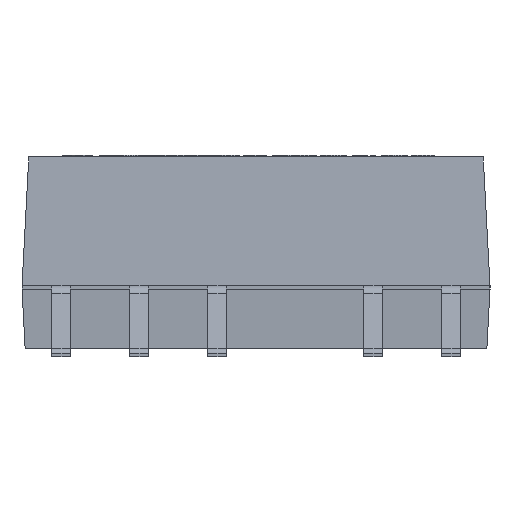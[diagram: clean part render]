
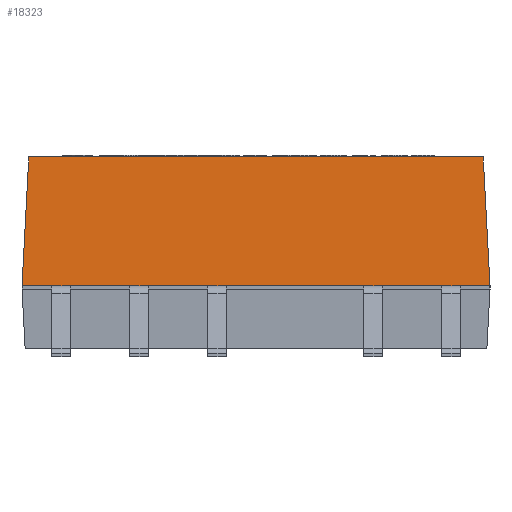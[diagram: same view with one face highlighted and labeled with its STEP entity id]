
A CAD part, front view. The second image highlights one B-rep face of the part: STEP entity #18323.
In plain terms, the highlighted planar face has unit normal (0, -0.999, 0.052).
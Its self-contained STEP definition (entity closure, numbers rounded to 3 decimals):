
#32 = VECTOR ( 'NONE', #11925, 1000. ) ;
#336 = VERTEX_POINT ( 'NONE', #13114 ) ;
#759 = DIRECTION ( 'NONE',  ( -1., 0., 0. ) ) ;
#760 = DIRECTION ( 'NONE',  ( -1., 0., 0. ) ) ;
#918 = ORIENTED_EDGE ( 'NONE', *, *, #18418, .F. ) ;
#1301 = EDGE_CURVE ( 'NONE', #21228, #6825, #7188, .T. ) ;
#1336 = DIRECTION ( 'NONE',  ( 1., 0., 0. ) ) ;
#1402 = LINE ( 'NONE', #6016, #1917 ) ;
#1595 = EDGE_CURVE ( 'NONE', #11192, #11382, #4774, .T. ) ;
#1653 = CARTESIAN_POINT ( 'NONE',  ( -1.57, -3.75, 2.3 ) ) ;
#1712 = ORIENTED_EDGE ( 'NONE', *, *, #1301, .F. ) ;
#1917 = VECTOR ( 'NONE', #6099, 1000. ) ;
#1970 = VERTEX_POINT ( 'NONE', #3521 ) ;
#2116 = CARTESIAN_POINT ( 'NONE',  ( -6.65, -3.75, 2.3 ) ) ;
#2187 = ORIENTED_EDGE ( 'NONE', *, *, #19982, .T. ) ;
#2441 = CARTESIAN_POINT ( 'NONE',  ( 7.38, -3.51, 6.886 ) ) ;
#2599 = LINE ( 'NONE', #14121, #12005 ) ;
#3159 = CARTESIAN_POINT ( 'NONE',  ( -7.38, -3.51, 6.886 ) ) ;
#3485 = VECTOR ( 'NONE', #13179, 1000. ) ;
#3521 = CARTESIAN_POINT ( 'NONE',  ( -7.4, -3.53, 6.5 ) ) ;
#3592 = VERTEX_POINT ( 'NONE', #2116 ) ;
#3736 = CARTESIAN_POINT ( 'NONE',  ( -7.62, -3.75, 2.3 ) ) ;
#4613 = LINE ( 'NONE', #21538, #11580 ) ;
#4774 = LINE ( 'NONE', #6259, #17158 ) ;
#5083 = EDGE_CURVE ( 'NONE', #1970, #21228, #17697, .T. ) ;
#5521 = ORIENTED_EDGE ( 'NONE', *, *, #16497, .F. ) ;
#5648 = CARTESIAN_POINT ( 'NONE',  ( 6.05, -3.75, 2.3 ) ) ;
#5929 = EDGE_CURVE ( 'NONE', #3592, #16804, #7492, .T. ) ;
#6016 = CARTESIAN_POINT ( 'NONE',  ( -6.65, -3.75, 2.3 ) ) ;
#6099 = DIRECTION ( 'NONE',  ( 1., 0., 0. ) ) ;
#6259 = CARTESIAN_POINT ( 'NONE',  ( -7.62, -3.75, 2.3 ) ) ;
#6324 = CARTESIAN_POINT ( 'NONE',  ( 7.62, -3.75, 2.3 ) ) ;
#6461 = DIRECTION ( 'NONE',  ( -1., 0., 0. ) ) ;
#6678 = CARTESIAN_POINT ( 'NONE',  ( -1.57, -3.75, 2.3 ) ) ;
#6825 = VERTEX_POINT ( 'NONE', #6324 ) ;
#7174 = LINE ( 'NONE', #9372, #8005 ) ;
#7188 = LINE ( 'NONE', #2441, #14217 ) ;
#7492 = LINE ( 'NONE', #21326, #21762 ) ;
#7942 = EDGE_LOOP ( 'NONE', ( #13899, #12725, #18081, #5521, #21070, #11783, #16558, #918, #2187, #13712, #22265, #10545, #1712, #19462 ) ) ;
#8005 = VECTOR ( 'NONE', #11099, 1000. ) ;
#8027 = AXIS2_PLACEMENT_3D ( 'NONE', #19534, #9206, #19449 ) ;
#8373 = VERTEX_POINT ( 'NONE', #22056 ) ;
#8514 = DIRECTION ( 'NONE',  ( 1., 0., 0. ) ) ;
#8615 = CARTESIAN_POINT ( 'NONE',  ( -3.51, -3.75, 2.3 ) ) ;
#9115 = DIRECTION ( 'NONE',  ( 0.052, -0.052, -0.997 ) ) ;
#9206 = DIRECTION ( 'NONE',  ( 0., -0.999, 0.052 ) ) ;
#9372 = CARTESIAN_POINT ( 'NONE',  ( -7.62, -3.75, 2.3 ) ) ;
#9846 = CARTESIAN_POINT ( 'NONE',  ( 7.4, -3.53, 6.5 ) ) ;
#9905 = CARTESIAN_POINT ( 'NONE',  ( 7.62, -3.53, 6.5 ) ) ;
#9914 = VECTOR ( 'NONE', #8514, 1000. ) ;
#10250 = LINE ( 'NONE', #3159, #32 ) ;
#10545 = ORIENTED_EDGE ( 'NONE', *, *, #20912, .F. ) ;
#10910 = EDGE_CURVE ( 'NONE', #3592, #13770, #1402, .T. ) ;
#11099 = DIRECTION ( 'NONE',  ( -1., 0., 0. ) ) ;
#11192 = VERTEX_POINT ( 'NONE', #1653 ) ;
#11382 = VERTEX_POINT ( 'NONE', #8615 ) ;
#11503 = VECTOR ( 'NONE', #18885, 1000. ) ;
#11580 = VECTOR ( 'NONE', #760, 1000. ) ;
#11600 = EDGE_CURVE ( 'NONE', #8373, #12555, #4613, .T. ) ;
#11783 = ORIENTED_EDGE ( 'NONE', *, *, #1595, .F. ) ;
#11925 = DIRECTION ( 'NONE',  ( -0.052, -0.052, -0.997 ) ) ;
#12005 = VECTOR ( 'NONE', #14031, 1000. ) ;
#12045 = FACE_OUTER_BOUND ( 'NONE', #7942, .T. ) ;
#12065 = EDGE_CURVE ( 'NONE', #8373, #19840, #12612, .T. ) ;
#12555 = VERTEX_POINT ( 'NONE', #19776 ) ;
#12612 = LINE ( 'NONE', #5648, #3485 ) ;
#12663 = CARTESIAN_POINT ( 'NONE',  ( -0.97, -3.75, 2.3 ) ) ;
#12725 = ORIENTED_EDGE ( 'NONE', *, *, #5929, .F. ) ;
#12992 = VERTEX_POINT ( 'NONE', #12663 ) ;
#13114 = CARTESIAN_POINT ( 'NONE',  ( 3.51, -3.75, 2.3 ) ) ;
#13138 = CARTESIAN_POINT ( 'NONE',  ( -7.62, -3.75, 2.3 ) ) ;
#13179 = DIRECTION ( 'NONE',  ( 1., 0., 0. ) ) ;
#13609 = CARTESIAN_POINT ( 'NONE',  ( -6.05, -3.75, 2.3 ) ) ;
#13644 = CARTESIAN_POINT ( 'NONE',  ( -4.11, -3.75, 2.3 ) ) ;
#13712 = ORIENTED_EDGE ( 'NONE', *, *, #11600, .F. ) ;
#13770 = VERTEX_POINT ( 'NONE', #13609 ) ;
#13897 = CARTESIAN_POINT ( 'NONE',  ( -7.62, -3.75, 2.3 ) ) ;
#13899 = ORIENTED_EDGE ( 'NONE', *, *, #14530, .T. ) ;
#14031 = DIRECTION ( 'NONE',  ( 1., 0., 0. ) ) ;
#14121 = CARTESIAN_POINT ( 'NONE',  ( -4.11, -3.75, 2.3 ) ) ;
#14217 = VECTOR ( 'NONE', #9115, 1000. ) ;
#14530 = EDGE_CURVE ( 'NONE', #1970, #16804, #10250, .T. ) ;
#14872 = DIRECTION ( 'NONE',  ( -1., 0., 0. ) ) ;
#15011 = LINE ( 'NONE', #15219, #9914 ) ;
#15219 = CARTESIAN_POINT ( 'NONE',  ( 3.51, -3.75, 2.3 ) ) ;
#15499 = EDGE_CURVE ( 'NONE', #11192, #12992, #16094, .T. ) ;
#15746 = DIRECTION ( 'NONE',  ( -1., 0., 0. ) ) ;
#15897 = EDGE_CURVE ( 'NONE', #21102, #11382, #2599, .T. ) ;
#16094 = LINE ( 'NONE', #6678, #11503 ) ;
#16497 = EDGE_CURVE ( 'NONE', #21102, #13770, #20518, .T. ) ;
#16558 = ORIENTED_EDGE ( 'NONE', *, *, #15499, .T. ) ;
#16804 = VERTEX_POINT ( 'NONE', #13897 ) ;
#17158 = VECTOR ( 'NONE', #6461, 1000. ) ;
#17414 = VECTOR ( 'NONE', #1336, 1000. ) ;
#17697 = LINE ( 'NONE', #9905, #17414 ) ;
#17807 = PLANE ( 'NONE',  #8027 ) ;
#18081 = ORIENTED_EDGE ( 'NONE', *, *, #10910, .T. ) ;
#18323 = ADVANCED_FACE ( 'NONE', ( #12045 ), #17807, .T. ) ;
#18418 = EDGE_CURVE ( 'NONE', #336, #12992, #7174, .T. ) ;
#18433 = LINE ( 'NONE', #13138, #20803 ) ;
#18885 = DIRECTION ( 'NONE',  ( 1., 0., 0. ) ) ;
#19449 = DIRECTION ( 'NONE',  ( -1., 0., 0. ) ) ;
#19462 = ORIENTED_EDGE ( 'NONE', *, *, #5083, .F. ) ;
#19534 = CARTESIAN_POINT ( 'NONE',  ( 0., -3.53, 6.5 ) ) ;
#19776 = CARTESIAN_POINT ( 'NONE',  ( 4.11, -3.75, 2.3 ) ) ;
#19840 = VERTEX_POINT ( 'NONE', #21598 ) ;
#19982 = EDGE_CURVE ( 'NONE', #336, #12555, #15011, .T. ) ;
#20518 = LINE ( 'NONE', #3736, #21595 ) ;
#20803 = VECTOR ( 'NONE', #14872, 1000. ) ;
#20912 = EDGE_CURVE ( 'NONE', #6825, #19840, #18433, .T. ) ;
#21070 = ORIENTED_EDGE ( 'NONE', *, *, #15897, .T. ) ;
#21102 = VERTEX_POINT ( 'NONE', #13644 ) ;
#21228 = VERTEX_POINT ( 'NONE', #9846 ) ;
#21326 = CARTESIAN_POINT ( 'NONE',  ( -7.62, -3.75, 2.3 ) ) ;
#21538 = CARTESIAN_POINT ( 'NONE',  ( -7.62, -3.75, 2.3 ) ) ;
#21595 = VECTOR ( 'NONE', #15746, 1000. ) ;
#21598 = CARTESIAN_POINT ( 'NONE',  ( 6.65, -3.75, 2.3 ) ) ;
#21762 = VECTOR ( 'NONE', #759, 1000. ) ;
#22056 = CARTESIAN_POINT ( 'NONE',  ( 6.05, -3.75, 2.3 ) ) ;
#22265 = ORIENTED_EDGE ( 'NONE', *, *, #12065, .T. ) ;
